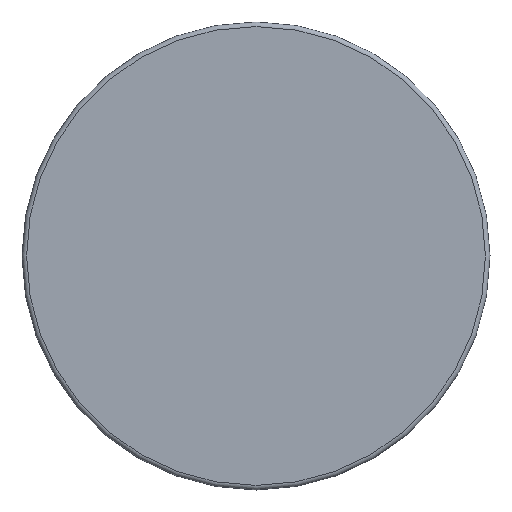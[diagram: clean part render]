
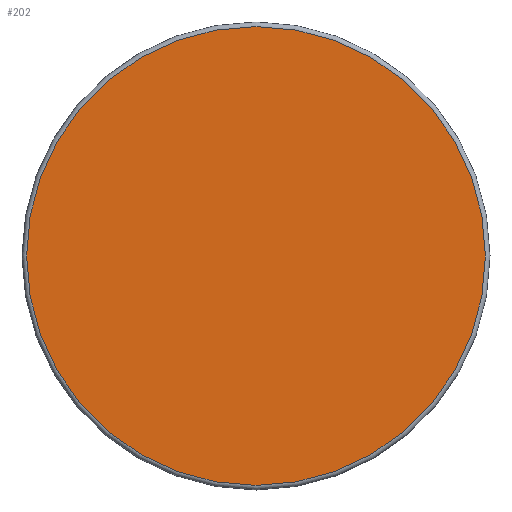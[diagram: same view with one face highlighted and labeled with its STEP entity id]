
A CAD part, left-side view. The second image highlights one B-rep face of the part: STEP entity #202.
In plain terms, the highlighted planar face has unit normal (-1, 0, 0).
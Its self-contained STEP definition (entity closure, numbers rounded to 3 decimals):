
#202=ADVANCED_FACE('',(#344),#346,.T.);
#344=FACE_BOUND('',#345,.T.);
#345=EDGE_LOOP('',(#573));
#346=PLANE('',#347);
#347=AXIS2_PLACEMENT_3D('',#348,#349,#350);
#348=CARTESIAN_POINT('',(0.,0.,0.));
#349=DIRECTION('',(-1.,-0.,-0.));
#350=DIRECTION('',(0.,0.,-1.));
#573=ORIENTED_EDGE('',*,*,#614,.F.);
#614=EDGE_CURVE('',#680,#680,#681,.T.);
#680=VERTEX_POINT('',#959);
#681=CIRCLE('',#960,25.);
#959=CARTESIAN_POINT('',(0.,0.,-25.));
#960=AXIS2_PLACEMENT_3D('',#961,#962,#963);
#961=CARTESIAN_POINT('',(0.,0.,0.));
#962=DIRECTION('',(1.,0.,0.));
#963=DIRECTION('',(0.,0.,-1.));
